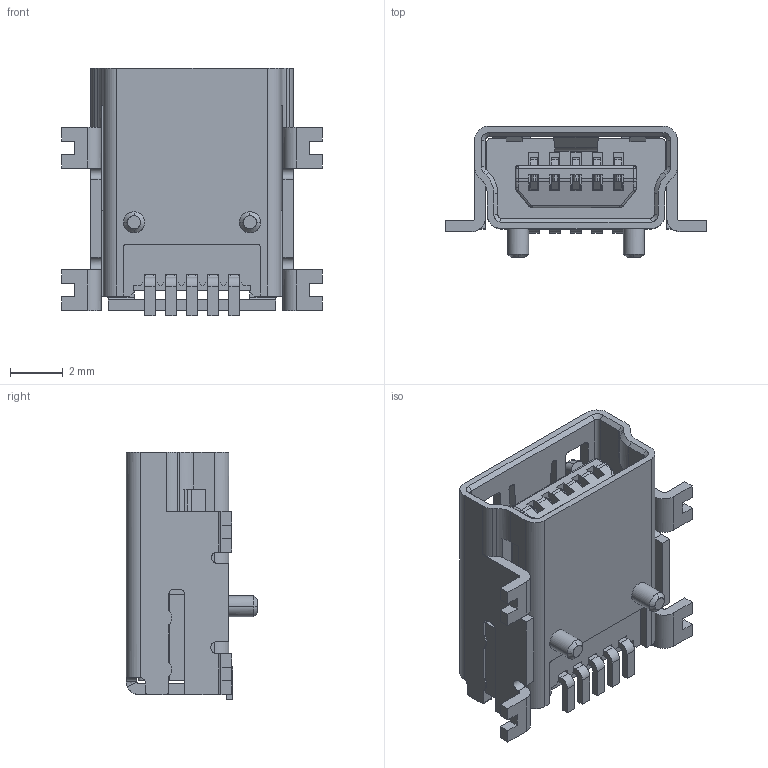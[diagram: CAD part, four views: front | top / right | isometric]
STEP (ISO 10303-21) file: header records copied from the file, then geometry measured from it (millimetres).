
FILE_DESCRIPTION (( 'STEP AP214' ), '1' );
FILE_NAME ('usb_mini_b_10033526-N3212LF.STEP', '2022-03-20T16:30:28', ( '' ), ( '' ), 'SwSTEP 2.0', 'SolidWorks 2021', '' );
FILE_SCHEMA (( 'AUTOMOTIVE_DESIGN' ));
Length unit declared in the file: millimetre
Products named in the file (5): 1.2.igs; i10033526 .igs; usb_mini_b_10033526-N3212LF; Assembly-1_Asm_1.igs; Assembly-1_Asm_2.igs
Assembly tree (4 placements, depth 5):
  usb_mini_b_10033526-N3212LF
    i10033526 .igs
      Assembly-1_Asm_2.igs
        Assembly-1_Asm_1.igs
          1.2.igs
Bounding box: 9.9 x 5 x 9.4 mm (x, y, z)
Surface area: 700.4 mm2 (no closed solid volume)
Topology: 0 solids, 7 shells, 906 faces, 2596 edges, 1657 vertices
Faces by surface type: plane 599, cylinder 218, bspline 75, cone 12, torus 2
Entity records: 40007 total; most frequent: CARTESIAN_POINT 15703, ORIENTED_EDGE 5168, EDGE_CURVE 2596, B_SPLINE_CURVE_WITH_KNOTS 2450, DIRECTION 1826, VERTEX_POINT 1657, EDGE_LOOP 918, ADVANCED_FACE 906
